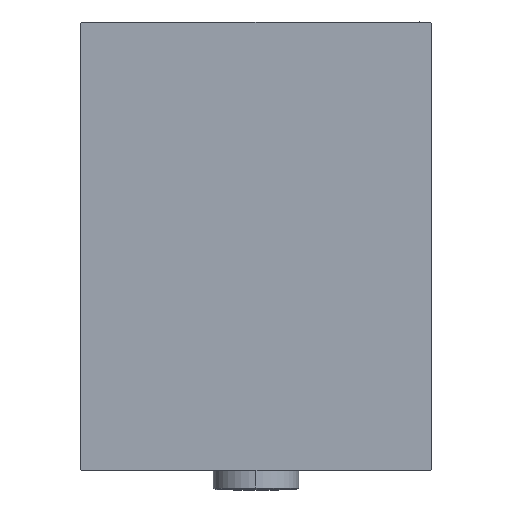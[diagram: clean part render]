
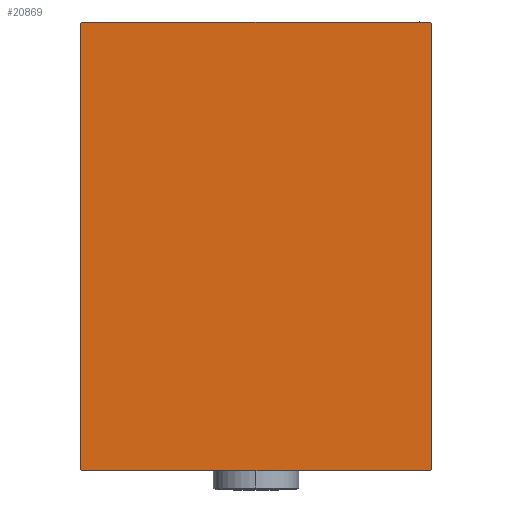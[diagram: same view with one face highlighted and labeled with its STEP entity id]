
A CAD part, left-side view. The second image highlights one B-rep face of the part: STEP entity #20869.
In plain terms, the highlighted face is planar.
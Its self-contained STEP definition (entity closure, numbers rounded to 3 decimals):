
#408 = CARTESIAN_POINT ( 'NONE',  ( 238., -44.7, -57.5 ) ) ;
#871 = ORIENTED_EDGE ( 'NONE', *, *, #39525, .T. ) ;
#1257 = CARTESIAN_POINT ( 'NONE',  ( 238., 45., -57.5 ) ) ;
#1773 = VERTEX_POINT ( 'NONE', #12335 ) ;
#1975 = VECTOR ( 'NONE', #25728, 1000. ) ;
#3333 = DIRECTION ( 'NONE',  ( 0., 1., 0. ) ) ;
#4048 = PLANE ( 'NONE',  #26572 ) ;
#6462 = EDGE_CURVE ( 'NONE', #43707, #17955, #18489, .T. ) ;
#7327 = LINE ( 'NONE', #14318, #1975 ) ;
#8441 = ORIENTED_EDGE ( 'NONE', *, *, #18392, .T. ) ;
#8601 = ORIENTED_EDGE ( 'NONE', *, *, #37659, .T. ) ;
#9795 = CARTESIAN_POINT ( 'NONE',  ( 238., 45., 57.2 ) ) ;
#10991 = VECTOR ( 'NONE', #29671, 1000. ) ;
#11280 = EDGE_LOOP ( 'NONE', ( #8601, #21239, #33880, #871, #8441, #23806, #15601, #40067 ) ) ;
#11824 = VERTEX_POINT ( 'NONE', #12805 ) ;
#12120 = LINE ( 'NONE', #26351, #45476 ) ;
#12152 = DIRECTION ( 'NONE',  ( 0., 0.707, -0.707 ) ) ;
#12335 = CARTESIAN_POINT ( 'NONE',  ( 238., 44.7, 57.5 ) ) ;
#12805 = CARTESIAN_POINT ( 'NONE',  ( 238., -45., -57.2 ) ) ;
#13001 = VECTOR ( 'NONE', #43119, 1000. ) ;
#14245 = LINE ( 'NONE', #28454, #36525 ) ;
#14318 = CARTESIAN_POINT ( 'NONE',  ( 238., 45., 57.5 ) ) ;
#14682 = EDGE_CURVE ( 'NONE', #20762, #43707, #32420, .T. ) ;
#15077 = VECTOR ( 'NONE', #38412, 1000. ) ;
#15601 = ORIENTED_EDGE ( 'NONE', *, *, #35473, .T. ) ;
#15690 = CARTESIAN_POINT ( 'NONE',  ( 238., 0., 0. ) ) ;
#16856 = VERTEX_POINT ( 'NONE', #408 ) ;
#17955 = VERTEX_POINT ( 'NONE', #9795 ) ;
#18392 = EDGE_CURVE ( 'NONE', #1773, #42817, #7327, .T. ) ;
#18489 = LINE ( 'NONE', #1257, #10991 ) ;
#19871 = DIRECTION ( 'NONE',  ( 0., 0., -1. ) ) ;
#20030 = CARTESIAN_POINT ( 'NONE',  ( 238., -45., 57.2 ) ) ;
#20762 = VERTEX_POINT ( 'NONE', #42921 ) ;
#20869 = ADVANCED_FACE ( 'NONE', ( #35952 ), #4048, .T. ) ;
#21239 = ORIENTED_EDGE ( 'NONE', *, *, #14682, .T. ) ;
#22896 = VERTEX_POINT ( 'NONE', #20030 ) ;
#23806 = ORIENTED_EDGE ( 'NONE', *, *, #43520, .T. ) ;
#24743 = DIRECTION ( 'NONE',  ( 0., 0., -1. ) ) ;
#25728 = DIRECTION ( 'NONE',  ( 0., -1., 0. ) ) ;
#26351 = CARTESIAN_POINT ( 'NONE',  ( 238., -51.1, 51.1 ) ) ;
#26380 = LINE ( 'NONE', #33599, #44537 ) ;
#26572 = AXIS2_PLACEMENT_3D ( 'NONE', #15690, #44546, #19871 ) ;
#27138 = CARTESIAN_POINT ( 'NONE',  ( 238., -44.7, 57.5 ) ) ;
#27570 = CARTESIAN_POINT ( 'NONE',  ( 238., -45., -57.5 ) ) ;
#28454 = CARTESIAN_POINT ( 'NONE',  ( 238., -45., 57.5 ) ) ;
#28647 = EDGE_CURVE ( 'NONE', #11824, #16856, #26380, .T. ) ;
#29671 = DIRECTION ( 'NONE',  ( 0., 0., 1. ) ) ;
#31207 = LINE ( 'NONE', #45393, #15077 ) ;
#31511 = LINE ( 'NONE', #27570, #35100 ) ;
#32420 = LINE ( 'NONE', #43581, #13001 ) ;
#32813 = CARTESIAN_POINT ( 'NONE',  ( 238., 45., -57.2 ) ) ;
#33599 = CARTESIAN_POINT ( 'NONE',  ( 238., -51.1, -51.1 ) ) ;
#33880 = ORIENTED_EDGE ( 'NONE', *, *, #6462, .T. ) ;
#35100 = VECTOR ( 'NONE', #3333, 1000. ) ;
#35473 = EDGE_CURVE ( 'NONE', #22896, #11824, #14245, .T. ) ;
#35952 = FACE_OUTER_BOUND ( 'NONE', #11280, .T. ) ;
#36525 = VECTOR ( 'NONE', #24743, 1000. ) ;
#37659 = EDGE_CURVE ( 'NONE', #16856, #20762, #31511, .T. ) ;
#38412 = DIRECTION ( 'NONE',  ( 0., -0.707, 0.707 ) ) ;
#39525 = EDGE_CURVE ( 'NONE', #17955, #1773, #31207, .T. ) ;
#40067 = ORIENTED_EDGE ( 'NONE', *, *, #28647, .T. ) ;
#41000 = DIRECTION ( 'NONE',  ( 0., -0.707, -0.707 ) ) ;
#42817 = VERTEX_POINT ( 'NONE', #27138 ) ;
#42921 = CARTESIAN_POINT ( 'NONE',  ( 238., 44.7, -57.5 ) ) ;
#43119 = DIRECTION ( 'NONE',  ( 0., 0.707, 0.707 ) ) ;
#43520 = EDGE_CURVE ( 'NONE', #42817, #22896, #12120, .T. ) ;
#43581 = CARTESIAN_POINT ( 'NONE',  ( 238., 51.1, -51.1 ) ) ;
#43707 = VERTEX_POINT ( 'NONE', #32813 ) ;
#44537 = VECTOR ( 'NONE', #12152, 1000. ) ;
#44546 = DIRECTION ( 'NONE',  ( 1., 0., 0. ) ) ;
#45393 = CARTESIAN_POINT ( 'NONE',  ( 238., 51.1, 51.1 ) ) ;
#45476 = VECTOR ( 'NONE', #41000, 1000. ) ;
